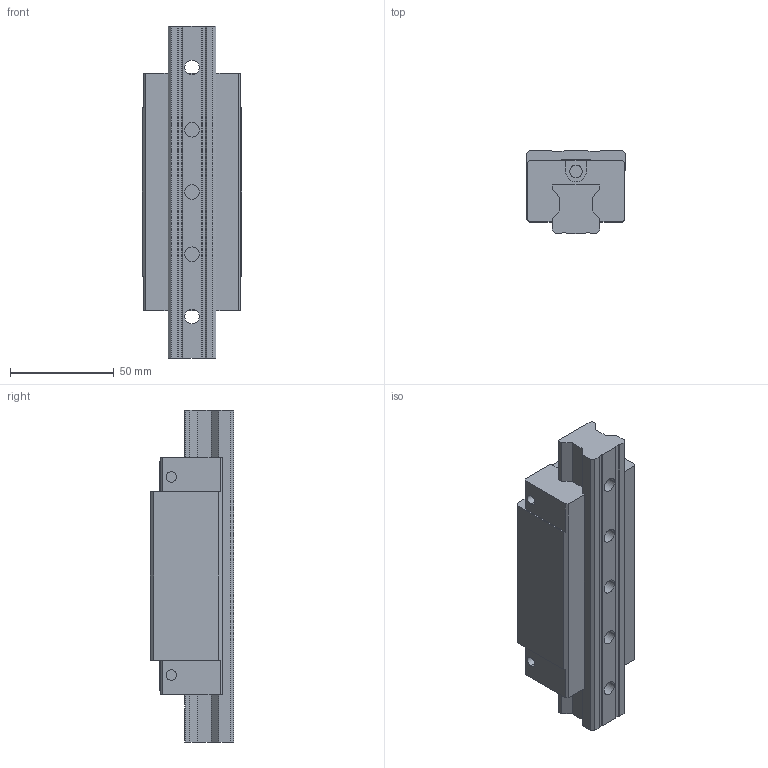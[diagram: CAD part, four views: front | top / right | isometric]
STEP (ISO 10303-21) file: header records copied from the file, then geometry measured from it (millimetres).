
FILE_DESCRIPTION((''),'2;1');
FILE_NAME('RGH25HA_ASM','2008-07-11T',('danharen'),(''),'PRO/ENGINEER BY PARAMETRIC TECHNOLOGY CORPORATION, 2004360','PRO/ENGINEER BY PARAMETRIC TECHNOLOGY CORPORATION, 2004360','');
FILE_SCHEMA(('CONFIG_CONTROL_DESIGN'));
Length unit declared in the file: millimetre
Products named in the file (4): RGH25HA_BLOCK_9; PRT0016; RGH25HA_ASM_6_ASM; RGH25HA_ASM
Assembly tree (3 placements, depth 3):
  RGH25HA_ASM
    RGH25HA_ASM_6_ASM
      RGH25HA_BLOCK_9
      PRT0016
Bounding box: 48 x 40 x 160 mm (x, y, z)
Volume: 204239.2 mm3; surface area: 46635.3 mm2
Topology: 2 solids, 2 shells, 181 faces, 478 edges, 322 vertices
Faces by surface type: plane 105, cylinder 54, cone 22
Entity records: 5800 total; most frequent: DIRECTION 1020, CARTESIAN_POINT 990, ORIENTED_EDGE 956, EDGE_CURVE 478, AXIS2_PLACEMENT_3D 352, VERTEX_POINT 322, VECTOR 316, LINE 316
